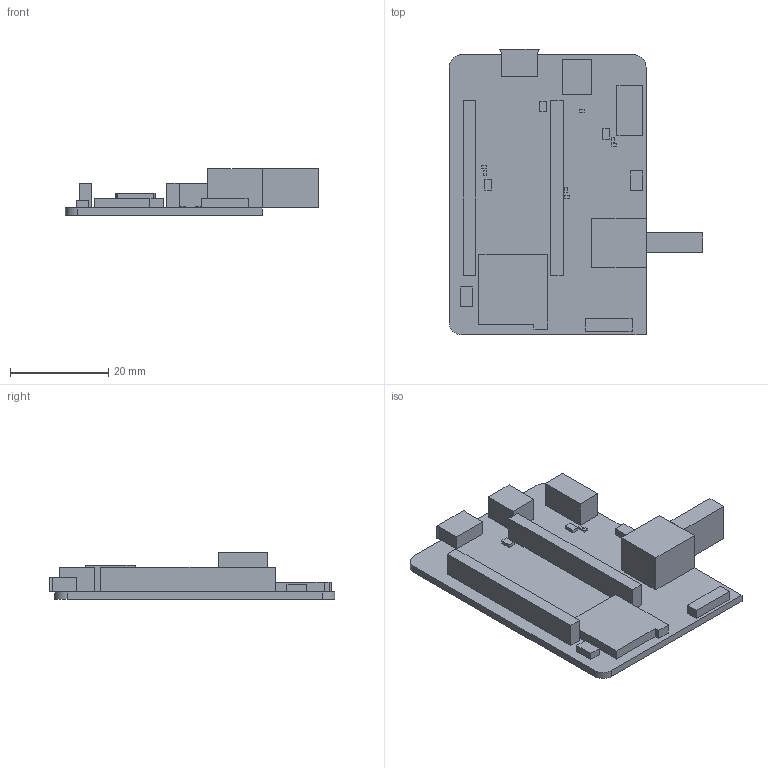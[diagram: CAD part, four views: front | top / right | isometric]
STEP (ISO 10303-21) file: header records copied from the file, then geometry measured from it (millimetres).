
FILE_DESCRIPTION(('Open CASCADE Model'),'2;1');
FILE_NAME('Open CASCADE Shape Model','2020-01-21T17:37:36',('Author'),( 'Open CASCADE'),'Open CASCADE STEP processor 6.8','Open CASCADE 6.8' ,'Unknown');
FILE_SCHEMA(('AUTOMOTIVE_DESIGN { 1 0 10303 214 1 1 1 1 }'));
Length unit declared in the file: millimetre
Products named in the file (45): PCB; Board; L12; 6206558976; Extruded; L11; L10; P2; 6206559552; Q9; 6206560704; Q8; Q7; 6206560512; Q6; Q2; S2; 6206559744; Q4; Q3; J1; 6836035712; 6836035520; ANT1; 6836035904; U3; 6206559936; S1; BT1; 6206560128; J2; 6206560320; J3; 6206559360
Assembly tree (53 placements, depth 4):
  PCB
    Board
    L12
      6206558976
        Extruded
    L11
      6206558976
        Extruded
    L10
      6206558976
        Extruded
    P2
      6206559552
        Extruded
    Q9
      6206560704
        Extruded
    Q8
      6206560704
        Extruded
    Q7
      6206560512
        Extruded
    Q6
      6206560704
        Extruded
    Q2
      6206560512
        Extruded
    S2
      6206559744
        Extruded
    Q4
      6206560512
        Extruded
    Q3
      6206560704
        Extruded
    J1
      6836035712
        Extruded
      6836035520
        Extruded
    ANT1
      6836035904
        Extruded
    U3
      6206559936  x2
        Extruded
    S1
      6206559744
        Extruded
    BT1
      6206560128
        Extruded
    J2
      6206560320
        Extruded
    J3
      6206559360
Bounding box: 51.51 x 58.15 x 9.51 mm (x, y, z)
Volume: 6569.6 mm3; surface area: 8115 mm2
Topology: 22 solids, 22 shells, 143 faces, 297 edges, 198 vertices
Faces by surface type: plane 140, cylinder 3
Entity records: 3404 total; most frequent: DIRECTION 481, CARTESIAN_POINT 458, ORIENTED_EDGE 378, EDGE_CURVE 189, LINE 183, VECTOR 183, AXIS2_PLACEMENT_3D 149, VERTEX_POINT 126
